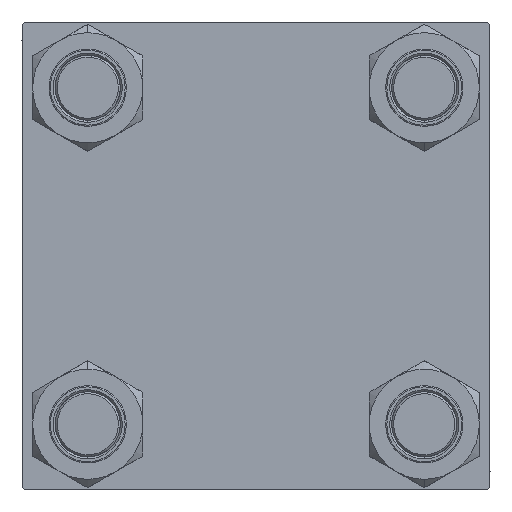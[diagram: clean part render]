
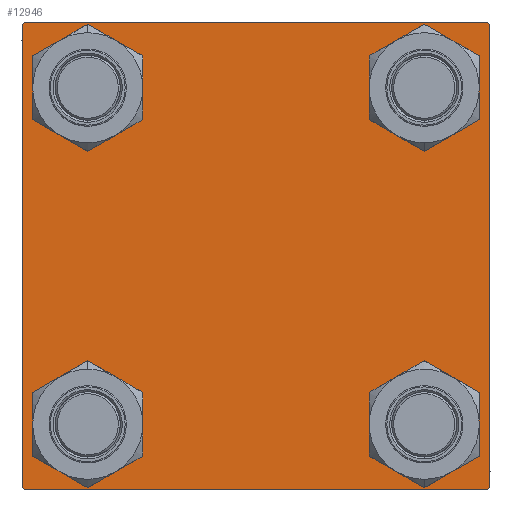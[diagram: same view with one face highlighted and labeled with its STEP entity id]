
A CAD part, left-side view. The second image highlights one B-rep face of the part: STEP entity #12946.
In plain terms, the highlighted planar face has unit normal (-1, 0, 0).
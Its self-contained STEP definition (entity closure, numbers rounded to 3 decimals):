
#189 = LINE ( 'NONE', #15795, #3953 ) ;
#256 = CARTESIAN_POINT ( 'NONE',  ( 0., -41.35, 41.35 ) ) ;
#1188 = CARTESIAN_POINT ( 'NONE',  ( 0., 57.25, 57.25 ) ) ;
#1200 = ORIENTED_EDGE ( 'NONE', *, *, #37641, .T. ) ;
#1640 = PLANE ( 'NONE',  #14033 ) ;
#1912 = VERTEX_POINT ( 'NONE', #30020 ) ;
#1948 = EDGE_CURVE ( 'NONE', #30541, #5404, #14160, .T. ) ;
#2250 = EDGE_LOOP ( 'NONE', ( #33940, #20166 ) ) ;
#2456 = DIRECTION ( 'NONE',  ( 1., 0., 0. ) ) ;
#2601 = VERTEX_POINT ( 'NONE', #41404 ) ;
#2916 = EDGE_LOOP ( 'NONE', ( #38376, #47158 ) ) ;
#2963 = CIRCLE ( 'NONE', #31574, 8.5 ) ;
#3147 = DIRECTION ( 'NONE',  ( 0., -0.707, 0.707 ) ) ;
#3148 = VECTOR ( 'NONE', #18020, 1000. ) ;
#3496 = CARTESIAN_POINT ( 'NONE',  ( 0., 41.35, -49.85 ) ) ;
#3632 = EDGE_CURVE ( 'NONE', #48699, #16457, #25440, .T. ) ;
#3953 = VECTOR ( 'NONE', #11947, 1000. ) ;
#4052 = EDGE_CURVE ( 'NONE', #27033, #10931, #28805, .T. ) ;
#5404 = VERTEX_POINT ( 'NONE', #27427 ) ;
#5737 = DIRECTION ( 'NONE',  ( 0., 0., 1. ) ) ;
#5795 = DIRECTION ( 'NONE',  ( 0., 0., 1. ) ) ;
#6355 = AXIS2_PLACEMENT_3D ( 'NONE', #19181, #27603, #6901 ) ;
#6394 = DIRECTION ( 'NONE',  ( 0., 0., 1. ) ) ;
#6478 = VECTOR ( 'NONE', #26175, 1000. ) ;
#6865 = CARTESIAN_POINT ( 'NONE',  ( 0., 41.35, -41.35 ) ) ;
#6901 = DIRECTION ( 'NONE',  ( 0., 0., 1. ) ) ;
#6989 = VECTOR ( 'NONE', #23581, 1000. ) ;
#7127 = AXIS2_PLACEMENT_3D ( 'NONE', #44801, #49677, #6394 ) ;
#7920 = CARTESIAN_POINT ( 'NONE',  ( 0., 41.35, -41.35 ) ) ;
#7988 = CARTESIAN_POINT ( 'NONE',  ( 0., -57.25, 57.25 ) ) ;
#8272 = ORIENTED_EDGE ( 'NONE', *, *, #8719, .T. ) ;
#8719 = EDGE_CURVE ( 'NONE', #17830, #27647, #8912, .T. ) ;
#8912 = LINE ( 'NONE', #39622, #31993 ) ;
#8966 = CARTESIAN_POINT ( 'NONE',  ( 0., 57., -57.5 ) ) ;
#9821 = FACE_BOUND ( 'NONE', #2916, .T. ) ;
#10312 = LINE ( 'NONE', #15175, #22128 ) ;
#10383 = ORIENTED_EDGE ( 'NONE', *, *, #10698, .T. ) ;
#10698 = EDGE_CURVE ( 'NONE', #14299, #10931, #10312, .T. ) ;
#10931 = VERTEX_POINT ( 'NONE', #40209 ) ;
#11798 = CARTESIAN_POINT ( 'NONE',  ( 0., -57., -57.5 ) ) ;
#11947 = DIRECTION ( 'NONE',  ( 0., -1., 0. ) ) ;
#11982 = CARTESIAN_POINT ( 'NONE',  ( 0., 57., 57.5 ) ) ;
#12095 = AXIS2_PLACEMENT_3D ( 'NONE', #41492, #44598, #18208 ) ;
#12634 = ORIENTED_EDGE ( 'NONE', *, *, #22650, .T. ) ;
#12750 = DIRECTION ( 'NONE',  ( 0., -0.707, -0.707 ) ) ;
#12897 = CIRCLE ( 'NONE', #6355, 8.5 ) ;
#12898 = AXIS2_PLACEMENT_3D ( 'NONE', #16943, #39477, #43333 ) ;
#12946 = ADVANCED_FACE ( 'NONE', ( #47740, #32861, #21323, #9821, #25423 ), #1640, .T. ) ;
#13499 = DIRECTION ( 'NONE',  ( 0., 0., -1. ) ) ;
#13510 = VECTOR ( 'NONE', #13499, 1000. ) ;
#13930 = LINE ( 'NONE', #21082, #3148 ) ;
#14033 = AXIS2_PLACEMENT_3D ( 'NONE', #25167, #17251, #5737 ) ;
#14160 = LINE ( 'NONE', #1188, #6478 ) ;
#14299 = VERTEX_POINT ( 'NONE', #11798 ) ;
#14473 = CIRCLE ( 'NONE', #7127, 8.5 ) ;
#14688 = AXIS2_PLACEMENT_3D ( 'NONE', #45722, #2456, #5795 ) ;
#14803 = DIRECTION ( 'NONE',  ( 1., 0., 0. ) ) ;
#15175 = CARTESIAN_POINT ( 'NONE',  ( 0., -57.25, -57.25 ) ) ;
#15795 = CARTESIAN_POINT ( 'NONE',  ( 0., 57.5, -57.5 ) ) ;
#16457 = VERTEX_POINT ( 'NONE', #3496 ) ;
#16559 = ORIENTED_EDGE ( 'NONE', *, *, #44191, .F. ) ;
#16943 = CARTESIAN_POINT ( 'NONE',  ( 0., -41.35, -41.35 ) ) ;
#17251 = DIRECTION ( 'NONE',  ( -1., 0., 0. ) ) ;
#17562 = AXIS2_PLACEMENT_3D ( 'NONE', #256, #24019, #31473 ) ;
#17830 = VERTEX_POINT ( 'NONE', #22364 ) ;
#18020 = DIRECTION ( 'NONE',  ( 0., -1., 0. ) ) ;
#18208 = DIRECTION ( 'NONE',  ( 0., 0., 1. ) ) ;
#18404 = ORIENTED_EDGE ( 'NONE', *, *, #32247, .T. ) ;
#19181 = CARTESIAN_POINT ( 'NONE',  ( 0., 41.35, 41.35 ) ) ;
#19883 = EDGE_LOOP ( 'NONE', ( #37967, #18404 ) ) ;
#20166 = ORIENTED_EDGE ( 'NONE', *, *, #46704, .T. ) ;
#21082 = CARTESIAN_POINT ( 'NONE',  ( 0., 57.5, 57.5 ) ) ;
#21185 = CARTESIAN_POINT ( 'NONE',  ( 0., 41.35, 49.85 ) ) ;
#21323 = FACE_BOUND ( 'NONE', #43341, .T. ) ;
#21579 = CARTESIAN_POINT ( 'NONE',  ( 0., -57.5, 57. ) ) ;
#22128 = VECTOR ( 'NONE', #3147, 1000. ) ;
#22218 = EDGE_CURVE ( 'NONE', #5404, #17830, #48586, .T. ) ;
#22364 = CARTESIAN_POINT ( 'NONE',  ( 0., 57.5, -57. ) ) ;
#22650 = EDGE_CURVE ( 'NONE', #27033, #2601, #27931, .T. ) ;
#23235 = CARTESIAN_POINT ( 'NONE',  ( 0., -41.35, -49.85 ) ) ;
#23259 = DIRECTION ( 'NONE',  ( 1., 0., 0. ) ) ;
#23513 = DIRECTION ( 'NONE',  ( 0., 0., 1. ) ) ;
#23581 = DIRECTION ( 'NONE',  ( 0., 0.707, 0.707 ) ) ;
#24019 = DIRECTION ( 'NONE',  ( 1., 0., 0. ) ) ;
#24902 = EDGE_CURVE ( 'NONE', #41225, #1912, #30777, .T. ) ;
#25167 = CARTESIAN_POINT ( 'NONE',  ( 0., 0., 0. ) ) ;
#25423 = FACE_OUTER_BOUND ( 'NONE', #40016, .T. ) ;
#25440 = CIRCLE ( 'NONE', #32004, 8.5 ) ;
#26175 = DIRECTION ( 'NONE',  ( 0., 0.707, -0.707 ) ) ;
#26562 = VERTEX_POINT ( 'NONE', #23235 ) ;
#27033 = VERTEX_POINT ( 'NONE', #21579 ) ;
#27427 = CARTESIAN_POINT ( 'NONE',  ( 0., 57.5, 57. ) ) ;
#27603 = DIRECTION ( 'NONE',  ( 1., 0., 0. ) ) ;
#27647 = VERTEX_POINT ( 'NONE', #8966 ) ;
#27931 = LINE ( 'NONE', #7988, #6989 ) ;
#28805 = LINE ( 'NONE', #44436, #36081 ) ;
#30015 = ORIENTED_EDGE ( 'NONE', *, *, #42043, .T. ) ;
#30020 = CARTESIAN_POINT ( 'NONE',  ( 0., -41.35, 32.85 ) ) ;
#30317 = CARTESIAN_POINT ( 'NONE',  ( 0., 41.35, -32.85 ) ) ;
#30541 = VERTEX_POINT ( 'NONE', #11982 ) ;
#30777 = CIRCLE ( 'NONE', #17562, 8.5 ) ;
#31420 = EDGE_CURVE ( 'NONE', #48329, #26562, #31679, .T. ) ;
#31473 = DIRECTION ( 'NONE',  ( 0., 0., 1. ) ) ;
#31574 = AXIS2_PLACEMENT_3D ( 'NONE', #7920, #23259, #23513 ) ;
#31679 = CIRCLE ( 'NONE', #12898, 8.5 ) ;
#31993 = VECTOR ( 'NONE', #12750, 1000. ) ;
#32004 = AXIS2_PLACEMENT_3D ( 'NONE', #6865, #14803, #34756 ) ;
#32153 = CARTESIAN_POINT ( 'NONE',  ( 0., -41.35, 49.85 ) ) ;
#32247 = EDGE_CURVE ( 'NONE', #1912, #41225, #43157, .T. ) ;
#32462 = CARTESIAN_POINT ( 'NONE',  ( 0., 57.5, 57.5 ) ) ;
#32861 = FACE_BOUND ( 'NONE', #2250, .T. ) ;
#33046 = ORIENTED_EDGE ( 'NONE', *, *, #4052, .F. ) ;
#33167 = ORIENTED_EDGE ( 'NONE', *, *, #1948, .T. ) ;
#33940 = ORIENTED_EDGE ( 'NONE', *, *, #31420, .T. ) ;
#34716 = CARTESIAN_POINT ( 'NONE',  ( 0., -41.35, -32.85 ) ) ;
#34756 = DIRECTION ( 'NONE',  ( 0., 0., 1. ) ) ;
#36081 = VECTOR ( 'NONE', #50070, 1000. ) ;
#37641 = EDGE_CURVE ( 'NONE', #16457, #48699, #2963, .T. ) ;
#37967 = ORIENTED_EDGE ( 'NONE', *, *, #24902, .T. ) ;
#38376 = ORIENTED_EDGE ( 'NONE', *, *, #40875, .T. ) ;
#39477 = DIRECTION ( 'NONE',  ( 1., 0., 0. ) ) ;
#39622 = CARTESIAN_POINT ( 'NONE',  ( 0., 57.25, -57.25 ) ) ;
#40016 = EDGE_LOOP ( 'NONE', ( #45095, #8272, #30015, #10383, #33046, #12634, #16559, #33167 ) ) ;
#40209 = CARTESIAN_POINT ( 'NONE',  ( 0., -57.5, -57. ) ) ;
#40683 = EDGE_CURVE ( 'NONE', #45645, #46200, #14473, .T. ) ;
#40875 = EDGE_CURVE ( 'NONE', #46200, #45645, #12897, .T. ) ;
#41225 = VERTEX_POINT ( 'NONE', #32153 ) ;
#41404 = CARTESIAN_POINT ( 'NONE',  ( 0., -57., 57.5 ) ) ;
#41492 = CARTESIAN_POINT ( 'NONE',  ( 0., -41.35, 41.35 ) ) ;
#42043 = EDGE_CURVE ( 'NONE', #27647, #14299, #189, .T. ) ;
#43157 = CIRCLE ( 'NONE', #12095, 8.5 ) ;
#43304 = CIRCLE ( 'NONE', #14688, 8.5 ) ;
#43333 = DIRECTION ( 'NONE',  ( 0., 0., 1. ) ) ;
#43341 = EDGE_LOOP ( 'NONE', ( #48945, #1200 ) ) ;
#44191 = EDGE_CURVE ( 'NONE', #30541, #2601, #13930, .T. ) ;
#44436 = CARTESIAN_POINT ( 'NONE',  ( 0., -57.5, 57.5 ) ) ;
#44598 = DIRECTION ( 'NONE',  ( 1., 0., 0. ) ) ;
#44801 = CARTESIAN_POINT ( 'NONE',  ( 0., 41.35, 41.35 ) ) ;
#45095 = ORIENTED_EDGE ( 'NONE', *, *, #22218, .T. ) ;
#45463 = CARTESIAN_POINT ( 'NONE',  ( 0., 41.35, 32.85 ) ) ;
#45645 = VERTEX_POINT ( 'NONE', #45463 ) ;
#45722 = CARTESIAN_POINT ( 'NONE',  ( 0., -41.35, -41.35 ) ) ;
#46200 = VERTEX_POINT ( 'NONE', #21185 ) ;
#46704 = EDGE_CURVE ( 'NONE', #26562, #48329, #43304, .T. ) ;
#47158 = ORIENTED_EDGE ( 'NONE', *, *, #40683, .T. ) ;
#47740 = FACE_BOUND ( 'NONE', #19883, .T. ) ;
#48329 = VERTEX_POINT ( 'NONE', #34716 ) ;
#48586 = LINE ( 'NONE', #32462, #13510 ) ;
#48699 = VERTEX_POINT ( 'NONE', #30317 ) ;
#48945 = ORIENTED_EDGE ( 'NONE', *, *, #3632, .T. ) ;
#49677 = DIRECTION ( 'NONE',  ( 1., 0., 0. ) ) ;
#50070 = DIRECTION ( 'NONE',  ( 0., 0., -1. ) ) ;
